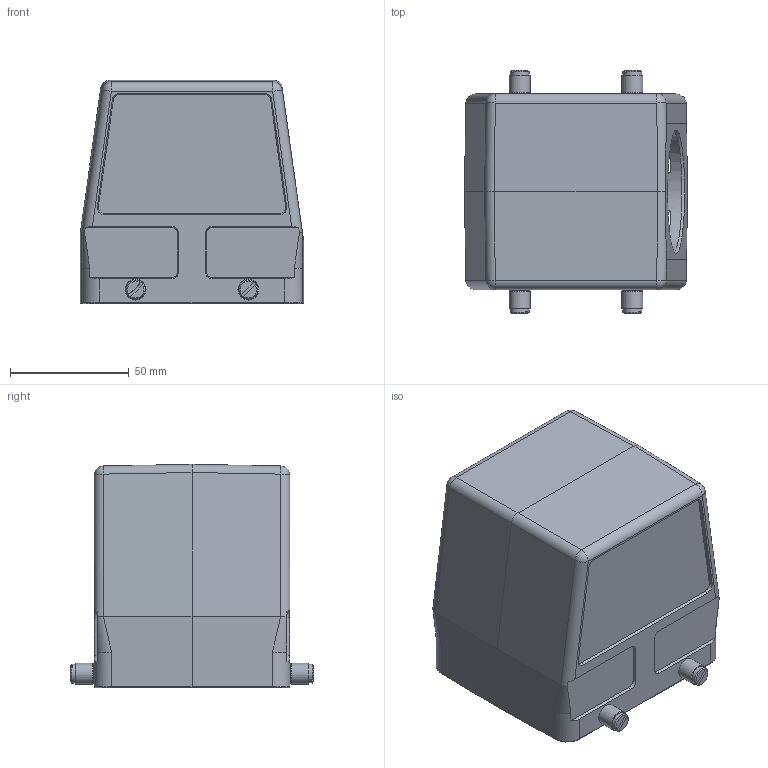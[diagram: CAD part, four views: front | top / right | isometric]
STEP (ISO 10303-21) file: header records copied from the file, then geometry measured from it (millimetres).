
FILE_DESCRIPTION(/* description */ (''),/* implementation_level */ '2;1');
FILE_NAME(/* name */ '100576118ugm000_e.stp',/* time_stamp */ '2021-10-22T07:00:39+02:00',/* author */ (''),/* organization */ (''),/* preprocessor_version */ 'ST-DEVELOPER v16.7',/* originating_system */ 'SIEMENS PLM Software NX 1911',/* authorisation */ '');
FILE_SCHEMA (('AUTOMOTIVE_DESIGN { 1 0 10303 214 3 1 1 1 }'));
Length unit declared in the file: millimetre
Products named in the file (1): 100576118ugm000_e
Bounding box: 94 x 102.5 x 94 mm (x, y, z)
Volume: 161148.7 mm3; surface area: 70996.1 mm2
Topology: 1 solids, 1 shells, 503 faces, 1285 edges, 805 vertices
Faces by surface type: plane 217, cylinder 144, bspline 70, cone 60, torus 8, sphere 4
Full cylindrical faces by diameter (mm): 3 x8, 5 x4, 5.1 x4, 8 x4, 8.8 x4, 50 x1
Entity records: 17288 total; most frequent: CARTESIAN_POINT 4505, DIRECTION 2359, ORIENTED_EDGE 2350, EDGE_CURVE 1175, AXIS2_PLACEMENT_3D 866, VERTEX_POINT 778, LINE 627, VECTOR 627
